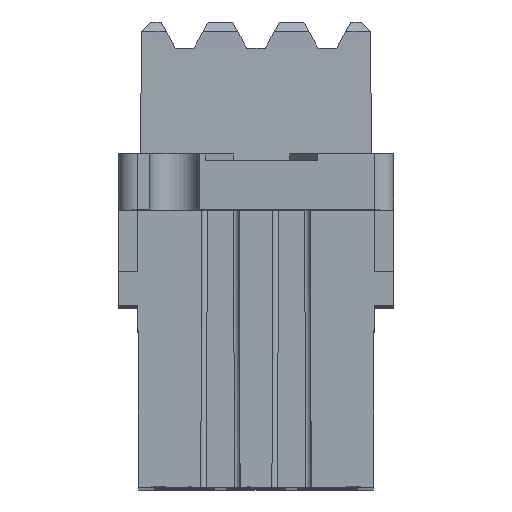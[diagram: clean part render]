
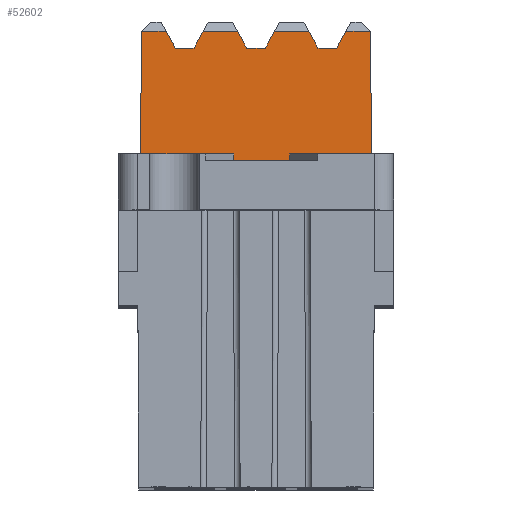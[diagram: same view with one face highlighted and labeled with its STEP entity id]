
A CAD part, top view. The second image highlights one B-rep face of the part: STEP entity #52602.
In plain terms, the highlighted planar face has unit normal (0, 0.005, 1).
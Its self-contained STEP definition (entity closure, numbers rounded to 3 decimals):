
#6569=DIRECTION('',(-0.005,-1.,0.005));
#6570=VECTOR('',#6569,8.05);
#6571=CARTESIAN_POINT('',(-6.125,24.65,42.525));
#6572=LINE('',#6571,#6570);
#7874=DIRECTION('',(0.,1.,-0.005));
#7875=VECTOR('',#7874,1.5);
#7876=CARTESIAN_POINT('',(4.375,16.6,42.567));
#7877=LINE('',#7876,#7875);
#7878=DIRECTION('',(-1.,0.,0.));
#7879=VECTOR('',#7878,2.585);
#7880=CARTESIAN_POINT('',(4.375,18.1,42.559));
#7881=LINE('',#7880,#7879);
#7882=CARTESIAN_POINT('',(-1.191,17.75,42.561));
#7883=CARTESIAN_POINT('',(-1.191,17.867,42.561));
#7884=CARTESIAN_POINT('',(-1.191,17.983,42.56));
#7885=CARTESIAN_POINT('',(-1.19,18.1,42.559));
#7887=DIRECTION('',(-1.,0.,0.));
#7888=VECTOR('',#7887,3.185);
#7889=CARTESIAN_POINT('',(-1.19,18.1,42.559));
#7890=LINE('',#7889,#7888);
#7891=DIRECTION('',(0.472,-0.881,0.003));
#7892=VECTOR('',#7891,1.02);
#7893=CARTESIAN_POINT('',(-4.792,24.649,42.526));
#7894=LINE('',#7893,#7892);
#7895=DIRECTION('',(1.,0.,0.));
#7896=VECTOR('',#7895,1.);
#7897=CARTESIAN_POINT('',(-4.31,23.75,42.529));
#7898=LINE('',#7897,#7896);
#7899=DIRECTION('',(0.472,0.881,-0.003));
#7900=VECTOR('',#7899,1.02);
#7901=CARTESIAN_POINT('',(-3.31,23.75,42.529));
#7902=LINE('',#7901,#7900);
#7903=DIRECTION('',(0.472,-0.881,0.003));
#7904=VECTOR('',#7903,1.02);
#7905=CARTESIAN_POINT('',(-0.982,24.649,
42.526));
#7906=LINE('',#7905,#7904);
#7907=DIRECTION('',(1.,0.,0.));
#7908=VECTOR('',#7907,1.);
#7909=CARTESIAN_POINT('',(-0.5,23.75,42.529));
#7910=LINE('',#7909,#7908);
#7911=DIRECTION('',(0.472,0.881,-0.003));
#7912=VECTOR('',#7911,1.02);
#7913=CARTESIAN_POINT('',(0.5,23.75,42.529));
#7914=LINE('',#7913,#7912);
#7915=DIRECTION('',(0.472,-0.881,0.003));
#7916=VECTOR('',#7915,1.02);
#7917=CARTESIAN_POINT('',(2.828,24.649,42.526));
#7918=LINE('',#7917,#7916);
#7919=DIRECTION('',(1.,0.,0.));
#7920=VECTOR('',#7919,1.);
#7921=CARTESIAN_POINT('',(3.31,23.75,42.529));
#7922=LINE('',#7921,#7920);
#7923=DIRECTION('',(0.472,0.881,-0.003));
#7924=VECTOR('',#7923,1.02);
#7925=CARTESIAN_POINT('',(4.31,23.75,42.529));
#7926=LINE('',#7925,#7924);
#7927=DIRECTION('',(-1.,-0.001,0.001));
#7928=VECTOR('',#7927,1.333);
#7929=CARTESIAN_POINT('',(6.125,24.65,42.525));
#7930=LINE('',#7929,#7928);
#8391=DIRECTION('',(-0.005,1.,-0.005));
#8392=VECTOR('',#8391,8.05);
#8393=CARTESIAN_POINT('',(6.167,16.6,42.567));
#8394=LINE('',#8393,#8392);
#9024=DIRECTION('',(1.,0.,0.));
#9025=VECTOR('',#9024,1.792);
#9026=CARTESIAN_POINT('',(-6.167,16.6,42.567));
#9027=LINE('',#9026,#9025);
#9040=DIRECTION('',(0.,1.,-0.005));
#9041=VECTOR('',#9040,1.5);
#9042=CARTESIAN_POINT('',(-4.375,16.6,42.567));
#9043=LINE('',#9042,#9041);
#9060=DIRECTION('',(1.,0.,0.));
#9061=VECTOR('',#9060,2.982);
#9062=CARTESIAN_POINT('',(-1.191,17.75,42.561));
#9063=LINE('',#9062,#9061);
#9086=DIRECTION('',(-0.002,1.,-0.005));
#9087=VECTOR('',#9086,0.35);
#9088=CARTESIAN_POINT('',(1.791,17.75,42.561));
#9089=LINE('',#9088,#9087);
#9126=DIRECTION('',(1.,0.,0.));
#9127=VECTOR('',#9126,1.792);
#9128=CARTESIAN_POINT('',(4.375,16.6,42.567));
#9129=LINE('',#9128,#9127);
#9134=DIRECTION('',(-1.,0.001,-0.001));
#9135=VECTOR('',#9134,1.333);
#9136=CARTESIAN_POINT('',(-4.792,24.649,42.526));
#9137=LINE('',#9136,#9135);
#13858=DIRECTION('',(-1.,0.,0.));
#13859=VECTOR('',#13858,1.847);
#13860=CARTESIAN_POINT('',(-0.982,24.649,
42.526));
#13861=LINE('',#13860,#13859);
#18570=DIRECTION('',(-1.,0.,0.));
#18571=VECTOR('',#18570,1.847);
#18572=CARTESIAN_POINT('',(2.828,24.649,42.526));
#18573=LINE('',#18572,#18571);
#32179=CARTESIAN_POINT('',(0.982,24.649,
42.526));
#32180=VERTEX_POINT('',#32179);
#32181=CARTESIAN_POINT('',(0.5,23.75,42.529));
#32182=VERTEX_POINT('',#32181);
#33693=CARTESIAN_POINT('',(-0.5,23.75,42.529));
#33694=VERTEX_POINT('',#33693);
#33695=CARTESIAN_POINT('',(-0.982,24.649,
42.526));
#33696=VERTEX_POINT('',#33695);
#33755=CARTESIAN_POINT('',(6.125,24.65,42.525));
#33756=CARTESIAN_POINT('',(4.792,24.649,42.526));
#33757=VERTEX_POINT('',#33755);
#33758=VERTEX_POINT('',#33756);
#33759=CARTESIAN_POINT('',(6.167,16.6,42.567));
#33760=VERTEX_POINT('',#33759);
#33761=CARTESIAN_POINT('',(4.375,16.6,42.567));
#33762=VERTEX_POINT('',#33761);
#33763=CARTESIAN_POINT('',(4.375,18.1,42.559));
#33764=VERTEX_POINT('',#33763);
#33765=CARTESIAN_POINT('',(1.79,18.1,42.559));
#33766=VERTEX_POINT('',#33765);
#33767=CARTESIAN_POINT('',(1.791,17.75,42.561));
#33768=VERTEX_POINT('',#33767);
#33769=CARTESIAN_POINT('',(-1.191,17.75,42.561));
#33770=VERTEX_POINT('',#33769);
#33771=VERTEX_POINT('',#7885);
#33772=CARTESIAN_POINT('',(-4.375,18.1,42.559));
#33773=VERTEX_POINT('',#33772);
#33774=CARTESIAN_POINT('',(-4.375,16.6,42.567));
#33775=VERTEX_POINT('',#33774);
#33776=CARTESIAN_POINT('',(-6.167,16.6,42.567));
#33777=VERTEX_POINT('',#33776);
#33778=CARTESIAN_POINT('',(-6.125,24.65,
42.525));
#33779=VERTEX_POINT('',#33778);
#33780=CARTESIAN_POINT('',(-4.792,24.649,
42.526));
#33781=VERTEX_POINT('',#33780);
#33782=CARTESIAN_POINT('',(-4.31,23.75,42.529));
#33783=VERTEX_POINT('',#33782);
#33784=CARTESIAN_POINT('',(-3.31,23.75,42.529));
#33785=VERTEX_POINT('',#33784);
#33786=CARTESIAN_POINT('',(-2.828,24.649,
42.526));
#33787=VERTEX_POINT('',#33786);
#33788=CARTESIAN_POINT('',(2.828,24.649,42.526));
#33789=VERTEX_POINT('',#33788);
#33790=CARTESIAN_POINT('',(3.31,23.75,42.529));
#33791=VERTEX_POINT('',#33790);
#33792=CARTESIAN_POINT('',(4.31,23.75,42.529));
#33793=VERTEX_POINT('',#33792);
#52551=CARTESIAN_POINT('',(-7.381,15.1,42.575));
#52552=DIRECTION('',(0.,0.005,1.));
#52553=DIRECTION('',(-1.,0.,0.));
#52554=AXIS2_PLACEMENT_3D('',#52551,#52552,#52553);
#52555=PLANE('',#52554);
#52557=ORIENTED_EDGE('',*,*,#52556,.F.);
#52559=ORIENTED_EDGE('',*,*,#52558,.F.);
#52561=ORIENTED_EDGE('',*,*,#52560,.F.);
#52563=ORIENTED_EDGE('',*,*,#52562,.T.);
#52565=ORIENTED_EDGE('',*,*,#52564,.T.);
#52567=ORIENTED_EDGE('',*,*,#52566,.F.);
#52569=ORIENTED_EDGE('',*,*,#52568,.F.);
#52571=ORIENTED_EDGE('',*,*,#52570,.T.);
#52573=ORIENTED_EDGE('',*,*,#52572,.T.);
#52575=ORIENTED_EDGE('',*,*,#52574,.F.);
#52577=ORIENTED_EDGE('',*,*,#52576,.F.);
#52578=ORIENTED_EDGE('',*,*,#47864,.F.);
#52580=ORIENTED_EDGE('',*,*,#52579,.F.);
#52582=ORIENTED_EDGE('',*,*,#52581,.T.);
#52584=ORIENTED_EDGE('',*,*,#52583,.T.);
#52586=ORIENTED_EDGE('',*,*,#52585,.T.);
#52588=ORIENTED_EDGE('',*,*,#52587,.F.);
#52589=ORIENTED_EDGE('',*,*,#52416,.T.);
#52590=ORIENTED_EDGE('',*,*,#52284,.T.);
#52592=ORIENTED_EDGE('',*,*,#52591,.T.);
#52594=ORIENTED_EDGE('',*,*,#52593,.F.);
#52596=ORIENTED_EDGE('',*,*,#52595,.T.);
#52598=ORIENTED_EDGE('',*,*,#52597,.T.);
#52599=ORIENTED_EDGE('',*,*,#48938,.T.);
#52600=EDGE_LOOP('',(#52557,#52559,#52561,#52563,#52565,#52567,#52569,#52571,
#52573,#52575,#52577,#52578,#52580,#52582,#52584,#52586,#52588,#52589,#52590,
#52592,#52594,#52596,#52598,#52599));
#52601=FACE_OUTER_BOUND('',#52600,.F.);
#7886=B_SPLINE_CURVE_WITH_KNOTS('',3,(#7882,#7883,#7884,#7885),.UNSPECIFIED.,
.F.,.F.,(4,4),(0.,1.),.UNSPECIFIED.);
#47864=EDGE_CURVE('',#33779,#33777,#6572,.T.);
#48938=EDGE_CURVE('',#33793,#33758,#7926,.T.);
#52284=EDGE_CURVE('',#33694,#32182,#7910,.T.);
#52416=EDGE_CURVE('',#33696,#33694,#7906,.T.);
#52556=EDGE_CURVE('',#33757,#33758,#7930,.T.);
#52558=EDGE_CURVE('',#33760,#33757,#8394,.T.);
#52560=EDGE_CURVE('',#33762,#33760,#9129,.T.);
#52562=EDGE_CURVE('',#33762,#33764,#7877,.T.);
#52564=EDGE_CURVE('',#33764,#33766,#7881,.T.);
#52566=EDGE_CURVE('',#33768,#33766,#9089,.T.);
#52568=EDGE_CURVE('',#33770,#33768,#9063,.T.);
#52570=EDGE_CURVE('',#33770,#33771,#7886,.T.);
#52572=EDGE_CURVE('',#33771,#33773,#7890,.T.);
#52574=EDGE_CURVE('',#33775,#33773,#9043,.T.);
#52576=EDGE_CURVE('',#33777,#33775,#9027,.T.);
#52579=EDGE_CURVE('',#33781,#33779,#9137,.T.);
#52581=EDGE_CURVE('',#33781,#33783,#7894,.T.);
#52583=EDGE_CURVE('',#33783,#33785,#7898,.T.);
#52585=EDGE_CURVE('',#33785,#33787,#7902,.T.);
#52587=EDGE_CURVE('',#33696,#33787,#13861,.T.);
#52591=EDGE_CURVE('',#32182,#32180,#7914,.T.);
#52593=EDGE_CURVE('',#33789,#32180,#18573,.T.);
#52595=EDGE_CURVE('',#33789,#33791,#7918,.T.);
#52597=EDGE_CURVE('',#33791,#33793,#7922,.T.);
#52602=ADVANCED_FACE('',(#52601),#52555,.T.);
